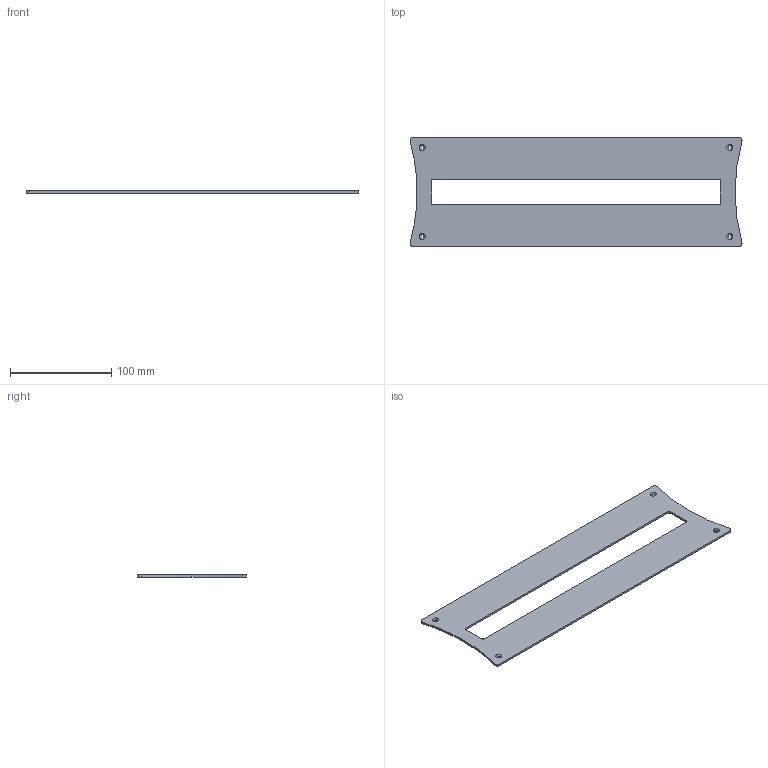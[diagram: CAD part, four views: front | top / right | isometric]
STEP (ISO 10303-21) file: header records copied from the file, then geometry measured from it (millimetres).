
FILE_DESCRIPTION(('HOOPS Exchange Step'),'2;1');
FILE_NAME('export-260E4B88-8445-4B32-A470-19AC7CDC7D07.stp','2021-05-25T20:30:58+20:00',('xyz'),('Alibre'),'HOOPS Exchange 2021.0','Alibre','Unknown authorisation');
FILE_SCHEMA( ('AP242_MANAGED_MODEL_BASED_3D_ENGINEERING_MIM_LF {1 0 10303 442 1 1 4 }') );
Length unit declared in the file: millimetre
Products named in the file (2): cf-accent; cf-accent-FLAT
Assembly tree (1 placements, depth 2):
  cf-accent-FLAT
    cf-accent
Bounding box: 328.04 x 108 x 2 mm (x, y, z)
Volume: 54369 mm3; surface area: 57456.3 mm2
Topology: 1 solids, 1 shells, 27 faces, 75 edges, 50 vertices
Faces by surface type: cylinder 15, plane 8, cone 4
Full cylindrical faces by diameter (mm): 3.4 x4
Entity records: 966 total; most frequent: DIRECTION 177, CARTESIAN_POINT 157, ORIENTED_EDGE 150, EDGE_CURVE 75, AXIS2_PLACEMENT_3D 70, VERTEX_POINT 50, CIRCLE 38, VECTOR 37
